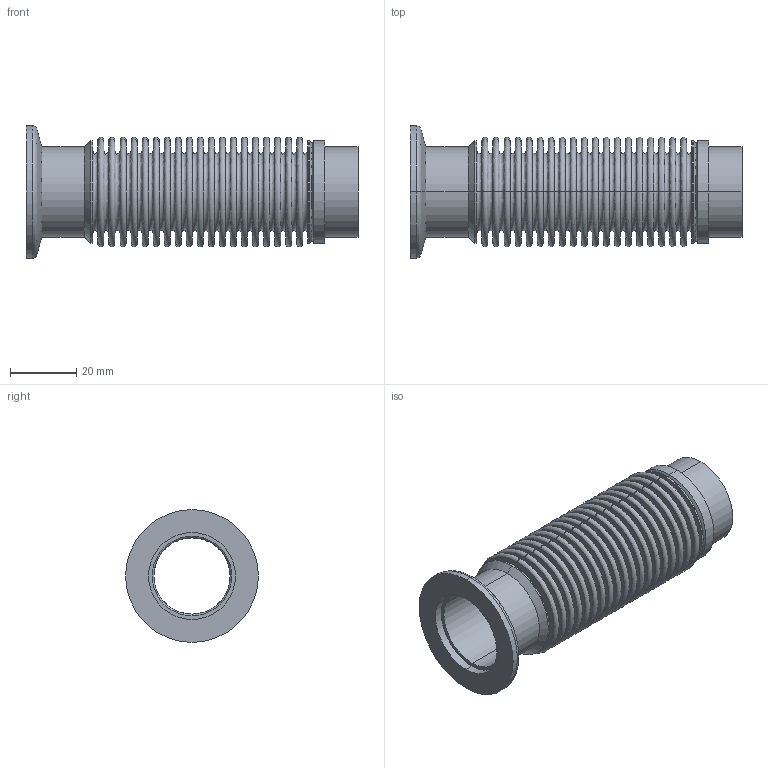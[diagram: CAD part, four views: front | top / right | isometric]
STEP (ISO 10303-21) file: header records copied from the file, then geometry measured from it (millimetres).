
FILE_DESCRIPTION( (''), '2;1');
FILE_NAME ('CAD716.5608.KP25_26617.stp','2017-01-24T16:47:38',(''),(''),'spGate 12.6.6','','');
FILE_SCHEMA (('AUTOMOTIVE_DESIGN'));
Length unit declared in the file: millimetre
Products named in the file (4): Assembly; KP25-1; KP25-2; KP25-3
Assembly tree (3 placements, depth 2):
  Assembly
    KP25-1
    KP25-2
    KP25-3
Bounding box: 100 x 40 x 40 mm (x, y, z)
Volume: 11481.9 mm3; surface area: 48846.4 mm2
Topology: 3 solids, 3 shells, 274 faces, 548 edges, 360 vertices
Faces by surface type: bspline 166, plane 86, cylinder 22
Entity records: 15630 total; most frequent: CARTESIAN_POINT 5712, ORIENTED_EDGE 1096, DIRECTION 952, COLOUR_RGB 825, PRESENTATION_STYLE_ASSIGNMENT 825, STYLED_ITEM 825, EDGE_CURVE 548, DRAUGHTING_PRE_DEFINED_CURVE_FONT 548
